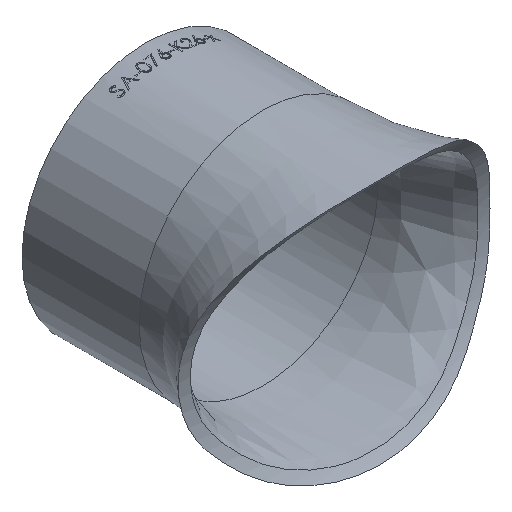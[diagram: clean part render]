
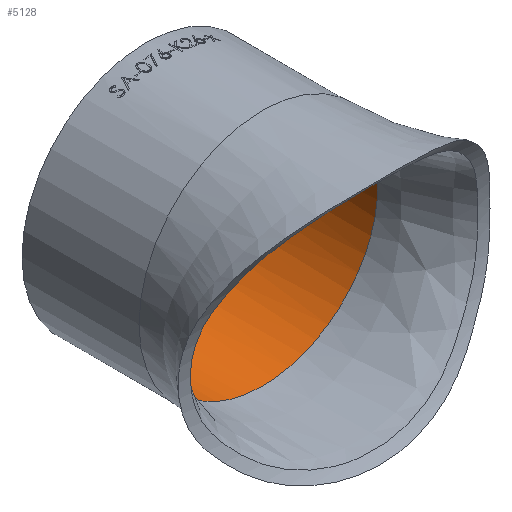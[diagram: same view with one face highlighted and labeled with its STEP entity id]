
A CAD part, isometric view. The second image highlights one B-rep face of the part: STEP entity #5128.
In plain terms, the highlighted cylindrical face has radius 35.45 mm (diameter 70.9 mm), a full revolution.
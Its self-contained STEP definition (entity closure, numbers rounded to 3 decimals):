
#42 = CARTESIAN_POINT ( 'NONE',  ( 18.03, 66.36, 30.869 ) ) ;
#100 = CARTESIAN_POINT ( 'NONE',  ( 9.429, 66.36, -34.201 ) ) ;
#162 = CARTESIAN_POINT ( 'NONE',  ( 35.388, 66.36, -2.435 ) ) ;
#337 = CARTESIAN_POINT ( 'NONE',  ( -34.201, 66.36, 9.429 ) ) ;
#398 = CARTESIAN_POINT ( 'NONE',  ( -18.03, 66.36, 30.87 ) ) ;
#458 = CARTESIAN_POINT ( 'NONE',  ( -9.553, 66.36, 34.457 ) ) ;
#559 = VERTEX_POINT ( 'NONE', #668 ) ;
#668 = CARTESIAN_POINT ( 'NONE',  ( 0., 102.36, 35.45 ) ) ;
#1360 = CARTESIAN_POINT ( 'NONE',  ( 34.493, 66.36, 8.294 ) ) ;
#1531 = CARTESIAN_POINT ( 'NONE',  ( 35.45, 66.36, 1.216 ) ) ;
#1590 = CARTESIAN_POINT ( 'NONE',  ( -34.493, 66.36, 8.294 ) ) ;
#2143 = EDGE_CURVE ( 'NONE', #559, #559, #16019, .T. ) ;
#2336 = B_SPLINE_CURVE_WITH_KNOTS ( 'NONE', 3,
 ( #13745, #9606, #2798, #42, #12343, #12400, #13809, #15111, #5473, #14983, #1360, #13690, #5529, #6913, #1531, #6798, #162, #4225, #8393, #5587, #2687, #6967, #9789, #5647, #15167, #10922, #16431, #2748, #8278, #100, #11094, #7026, #9666, #2912, #12453, #8222, #12283, #4280, #12224, #4050, #13581, #5417, #16313, #8158, #17660, #4110, #6855, #16371, #5833, #12511, #11384, #7266, #7146, #8517, #2972, #7086, #15294, #16593, #4522, #1590, #337, #8699, #15225, #4340, #16652, #4585, #398, #458, #8580, #14050 ),
 .UNSPECIFIED., .T., .F.,
 ( 4, 2, 2, 2, 2, 2, 2, 2, 2, 2, 2, 2, 2, 2, 2, 2, 2, 2, 2, 2, 2, 2, 2, 2, 2, 2, 2, 2, 2, 2, 2, 2, 2, 2, 4 ),
 ( 0., 0.063, 0.125, 0.188, 0.203, 0.219, 0.234, 0.25, 0.266, 0.281, 0.297, 0.313, 0.375, 0.438, 0.453, 0.469, 0.484, 0.5, 0.516, 0.531, 0.547, 0.563, 0.625, 0.688, 0.703, 0.719, 0.734, 0.75, 0.766, 0.781, 0.797, 0.813, 0.875, 0.938, 1. ),
 .UNSPECIFIED. ) ;
#2687 = CARTESIAN_POINT ( 'NONE',  ( 34.201, 66.36, -9.429 ) ) ;
#2748 = CARTESIAN_POINT ( 'NONE',  ( 12.731, 66.36, -33.112 ) ) ;
#2798 = CARTESIAN_POINT ( 'NONE',  ( 9.553, 66.36, 34.457 ) ) ;
#2912 = CARTESIAN_POINT ( 'NONE',  ( 2.435, 66.36, -35.388 ) ) ;
#2972 = CARTESIAN_POINT ( 'NONE',  ( -35.45, 66.36, -1.216 ) ) ;
#3526 = EDGE_CURVE ( 'NONE', #12503, #12503, #2336, .T. ) ;
#4050 = CARTESIAN_POINT ( 'NONE',  ( -8.294, 66.36, -34.493 ) ) ;
#4110 = CARTESIAN_POINT ( 'NONE',  ( -28.272, 66.36, -21.851 ) ) ;
#4225 = CARTESIAN_POINT ( 'NONE',  ( 35.146, 66.36, -4.819 ) ) ;
#4280 = CARTESIAN_POINT ( 'NONE',  ( -4.819, 66.36, -35.146 ) ) ;
#4340 = CARTESIAN_POINT ( 'NONE',  ( -30.869, 66.36, 18.03 ) ) ;
#4522 = CARTESIAN_POINT ( 'NONE',  ( -34.966, 66.36, 5.988 ) ) ;
#4585 = CARTESIAN_POINT ( 'NONE',  ( -21.851, 66.36, 28.272 ) ) ;
#4948 = ORIENTED_EDGE ( 'NONE', *, *, #2143, .T. ) ;
#5128 = ADVANCED_FACE ( 'NONE', ( #15261, #12104 ), #11674, .F. ) ;
#5297 = DIRECTION ( 'NONE',  ( 0., 0., 1. ) ) ;
#5417 = CARTESIAN_POINT ( 'NONE',  ( -11.647, 66.36, -33.511 ) ) ;
#5473 = CARTESIAN_POINT ( 'NONE',  ( 33.511, 66.36, 11.647 ) ) ;
#5529 = CARTESIAN_POINT ( 'NONE',  ( 35.146, 66.36, 4.819 ) ) ;
#5587 = CARTESIAN_POINT ( 'NONE',  ( 34.493, 66.36, -8.294 ) ) ;
#5647 = CARTESIAN_POINT ( 'NONE',  ( 30.869, 66.36, -18.03 ) ) ;
#5833 = CARTESIAN_POINT ( 'NONE',  ( -33.511, 66.36, -11.647 ) ) ;
#6282 = AXIS2_PLACEMENT_3D ( 'NONE', #8622, #8686, #15518 ) ;
#6798 = CARTESIAN_POINT ( 'NONE',  ( 35.45, 66.36, -1.216 ) ) ;
#6855 = CARTESIAN_POINT ( 'NONE',  ( -30.869, 66.36, -18.03 ) ) ;
#6913 = CARTESIAN_POINT ( 'NONE',  ( 35.388, 66.36, 2.435 ) ) ;
#6967 = CARTESIAN_POINT ( 'NONE',  ( 33.511, 66.36, -11.647 ) ) ;
#7026 = CARTESIAN_POINT ( 'NONE',  ( 5.988, 66.36, -34.966 ) ) ;
#7086 = CARTESIAN_POINT ( 'NONE',  ( -35.45, 66.36, 1.216 ) ) ;
#7146 = CARTESIAN_POINT ( 'NONE',  ( -35.146, 66.36, -4.819 ) ) ;
#7266 = CARTESIAN_POINT ( 'NONE',  ( -34.966, 66.36, -5.988 ) ) ;
#8158 = CARTESIAN_POINT ( 'NONE',  ( -18.03, 66.36, -30.869 ) ) ;
#8222 = CARTESIAN_POINT ( 'NONE',  ( -1.216, 66.36, -35.45 ) ) ;
#8278 = CARTESIAN_POINT ( 'NONE',  ( 11.647, 66.36, -33.511 ) ) ;
#8393 = CARTESIAN_POINT ( 'NONE',  ( 34.966, 66.36, -5.988 ) ) ;
#8454 = EDGE_LOOP ( 'NONE', ( #4948 ) ) ;
#8517 = CARTESIAN_POINT ( 'NONE',  ( -35.388, 66.36, -2.435 ) ) ;
#8580 = CARTESIAN_POINT ( 'NONE',  ( -4.898, 66.36, 35.45 ) ) ;
#8622 = CARTESIAN_POINT ( 'NONE',  ( 0., 102.36, 0. ) ) ;
#8686 = DIRECTION ( 'NONE',  ( 0., 1., 0. ) ) ;
#8699 = CARTESIAN_POINT ( 'NONE',  ( -33.511, 66.36, 11.647 ) ) ;
#9425 = DIRECTION ( 'NONE',  ( 0., 1., 0. ) ) ;
#9606 = CARTESIAN_POINT ( 'NONE',  ( 4.898, 66.36, 35.45 ) ) ;
#9666 = CARTESIAN_POINT ( 'NONE',  ( 4.819, 66.36, -35.146 ) ) ;
#9789 = CARTESIAN_POINT ( 'NONE',  ( 33.112, 66.36, -12.731 ) ) ;
#10384 = ORIENTED_EDGE ( 'NONE', *, *, #3526, .F. ) ;
#10922 = CARTESIAN_POINT ( 'NONE',  ( 21.851, 66.36, -28.272 ) ) ;
#11094 = CARTESIAN_POINT ( 'NONE',  ( 8.294, 66.36, -34.493 ) ) ;
#11384 = CARTESIAN_POINT ( 'NONE',  ( -34.493, 66.36, -8.294 ) ) ;
#11674 = CYLINDRICAL_SURFACE ( 'NONE', #12136, 35.45 ) ;
#12104 = FACE_OUTER_BOUND ( 'NONE', #8454, .T. ) ;
#12136 = AXIS2_PLACEMENT_3D ( 'NONE', #13406, #9425, #5297 ) ;
#12224 = CARTESIAN_POINT ( 'NONE',  ( -5.988, 66.36, -34.966 ) ) ;
#12283 = CARTESIAN_POINT ( 'NONE',  ( -2.435, 66.36, -35.388 ) ) ;
#12343 = CARTESIAN_POINT ( 'NONE',  ( 21.851, 66.36, 28.272 ) ) ;
#12400 = CARTESIAN_POINT ( 'NONE',  ( 28.272, 66.36, 21.851 ) ) ;
#12453 = CARTESIAN_POINT ( 'NONE',  ( 1.216, 66.36, -35.45 ) ) ;
#12503 = VERTEX_POINT ( 'NONE', #13193 ) ;
#12511 = CARTESIAN_POINT ( 'NONE',  ( -34.201, 66.36, -9.429 ) ) ;
#13193 = CARTESIAN_POINT ( 'NONE',  ( 0., 66.36, 35.45 ) ) ;
#13406 = CARTESIAN_POINT ( 'NONE',  ( 0., 66.36, 0. ) ) ;
#13581 = CARTESIAN_POINT ( 'NONE',  ( -9.429, 66.36, -34.201 ) ) ;
#13690 = CARTESIAN_POINT ( 'NONE',  ( 34.966, 66.36, 5.988 ) ) ;
#13745 = CARTESIAN_POINT ( 'NONE',  ( 0., 66.36, 35.45 ) ) ;
#13809 = CARTESIAN_POINT ( 'NONE',  ( 30.869, 66.36, 18.03 ) ) ;
#14050 = CARTESIAN_POINT ( 'NONE',  ( 0., 66.36, 35.45 ) ) ;
#14983 = CARTESIAN_POINT ( 'NONE',  ( 34.201, 66.36, 9.429 ) ) ;
#15111 = CARTESIAN_POINT ( 'NONE',  ( 33.112, 66.36, 12.731 ) ) ;
#15167 = CARTESIAN_POINT ( 'NONE',  ( 28.272, 66.36, -21.851 ) ) ;
#15225 = CARTESIAN_POINT ( 'NONE',  ( -33.112, 66.36, 12.731 ) ) ;
#15261 = FACE_OUTER_BOUND ( 'NONE', #16311, .T. ) ;
#15294 = CARTESIAN_POINT ( 'NONE',  ( -35.388, 66.36, 2.435 ) ) ;
#15518 = DIRECTION ( 'NONE',  ( 0., 0., 1. ) ) ;
#16019 = CIRCLE ( 'NONE', #6282, 35.45 ) ;
#16311 = EDGE_LOOP ( 'NONE', ( #10384 ) ) ;
#16313 = CARTESIAN_POINT ( 'NONE',  ( -12.731, 66.36, -33.112 ) ) ;
#16371 = CARTESIAN_POINT ( 'NONE',  ( -33.112, 66.36, -12.731 ) ) ;
#16431 = CARTESIAN_POINT ( 'NONE',  ( 18.03, 66.36, -30.869 ) ) ;
#16593 = CARTESIAN_POINT ( 'NONE',  ( -35.146, 66.36, 4.819 ) ) ;
#16652 = CARTESIAN_POINT ( 'NONE',  ( -28.272, 66.36, 21.851 ) ) ;
#17660 = CARTESIAN_POINT ( 'NONE',  ( -21.851, 66.36, -28.272 ) ) ;
